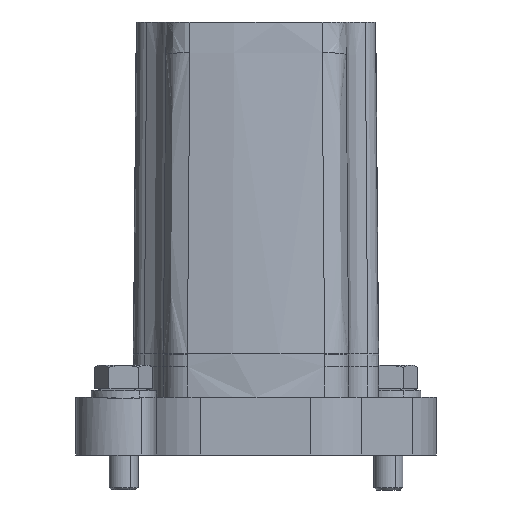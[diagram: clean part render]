
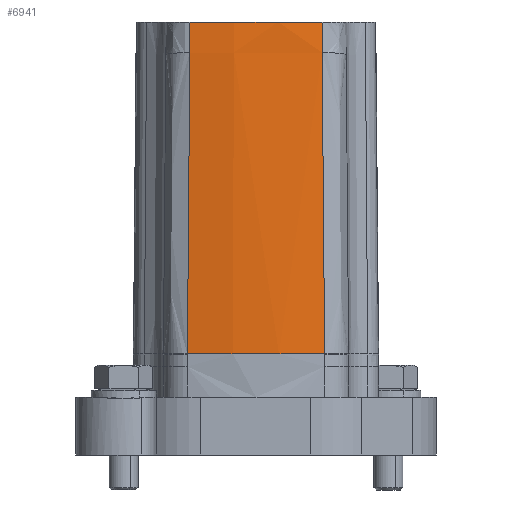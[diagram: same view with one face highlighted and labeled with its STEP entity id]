
A CAD part, left-side view. The second image highlights one B-rep face of the part: STEP entity #6941.
In plain terms, the highlighted face is a revolution surface.
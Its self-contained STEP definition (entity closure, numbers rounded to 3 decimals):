
#133=AXIS2_PLACEMENT_3D('Circle Axis2P3D',#131,#132,$) ;
#5934=AXIS2_PLACEMENT_3D('Circle Axis2P3D',#5932,#5933,$) ;
#128=CARTESIAN_POINT('Vertex',(2.799,34.145,64.85)) ;
#131=CARTESIAN_POINT('Axis2P3D Location',(54.75,25.,64.85)) ;
#135=CARTESIAN_POINT('Vertex',(2.799,15.855,64.85)) ;
#3936=CARTESIAN_POINT('Vertex',(0.832,34.507,18.85)) ;
#3940=CARTESIAN_POINT('Control Point',(0.832,34.507,18.85)) ;
#3941=CARTESIAN_POINT('Control Point',(0.818,34.429,27.209)) ;
#3942=CARTESIAN_POINT('Control Point',(0.973,34.356,35.569)) ;
#3943=CARTESIAN_POINT('Control Point',(1.295,34.288,43.924)) ;
#3944=CARTESIAN_POINT('Control Point',(1.786,34.225,52.271)) ;
#3945=CARTESIAN_POINT('Control Point',(2.445,34.167,60.604)) ;
#3946=CARTESIAN_POINT('Vertex',(2.445,34.167,60.604)) ;
#4317=CARTESIAN_POINT('Vertex',(0.832,15.493,18.85)) ;
#5053=CARTESIAN_POINT('Vertex',(2.445,15.833,60.604)) ;
#5057=CARTESIAN_POINT('Control Point',(2.445,15.833,60.604)) ;
#5058=CARTESIAN_POINT('Control Point',(1.786,15.775,52.271)) ;
#5059=CARTESIAN_POINT('Control Point',(1.295,15.712,43.924)) ;
#5060=CARTESIAN_POINT('Control Point',(0.973,15.644,35.569)) ;
#5061=CARTESIAN_POINT('Control Point',(0.818,15.571,27.209)) ;
#5062=CARTESIAN_POINT('Control Point',(0.832,15.493,18.85)) ;
#5932=CARTESIAN_POINT('Axis2P3D Location',(54.75,25.,18.85)) ;
#6904=CARTESIAN_POINT('Control Point',(2.799,15.855,64.85)) ;
#6905=CARTESIAN_POINT('Control Point',(2.724,15.852,64.001)) ;
#6906=CARTESIAN_POINT('Control Point',(2.652,15.848,63.152)) ;
#6907=CARTESIAN_POINT('Control Point',(2.581,15.844,62.303)) ;
#6908=CARTESIAN_POINT('Control Point',(2.512,15.838,61.453)) ;
#6909=CARTESIAN_POINT('Control Point',(2.445,15.833,60.604)) ;
#6919=CARTESIAN_POINT('Control Point',(7.335,-2.375,18.85)) ;
#6920=CARTESIAN_POINT('Control Point',(7.335,-2.375,34.202)) ;
#6921=CARTESIAN_POINT('Control Point',(7.913,-2.041,49.555)) ;
#6922=CARTESIAN_POINT('Control Point',(9.067,-1.375,64.85)) ;
#6923=CARTESIAN_POINT('Axis1P Location',(54.75,25.,18.85)) ;
#6928=CARTESIAN_POINT('Control Point',(2.445,34.167,60.604)) ;
#6929=CARTESIAN_POINT('Control Point',(2.556,34.158,62.02)) ;
#6930=CARTESIAN_POINT('Control Point',(2.674,34.15,63.435)) ;
#6931=CARTESIAN_POINT('Control Point',(2.799,34.145,64.85)) ;
#132=DIRECTION('Axis2P3D Direction',(-0.,0.,1.)) ;
#5933=DIRECTION('Axis2P3D Direction',(-0.,0.,-1.)) ;
#6924=DIRECTION('Axis1P Direction',(-0.,0.,-1.)) ;
#6925=AXIS1_PLACEMENT('Revolution Surface Axis1P',#6923,#6924) ;
#6934=ORIENTED_EDGE('',*,*,#5936,.F.) ;
#6935=ORIENTED_EDGE('',*,*,#5063,.F.) ;
#6936=ORIENTED_EDGE('',*,*,#6910,.F.) ;
#6937=ORIENTED_EDGE('',*,*,#137,.T.) ;
#6938=ORIENTED_EDGE('',*,*,#6932,.F.) ;
#6939=ORIENTED_EDGE('',*,*,#3948,.F.) ;
#6941=ADVANCED_FACE('Hauptk\X2\00F6\X0\rper',(#6940),#6926,.F.) ;
#3939=B_SPLINE_CURVE_WITH_KNOTS('',5,(#3940,#3941,#3942,#3943,#3944,#3945),.UNSPECIFIED.,.F.,.U.,(6,6),(13.111,72.001),.UNSPECIFIED.) ;
#5056=B_SPLINE_CURVE_WITH_KNOTS('',5,(#5057,#5058,#5059,#5060,#5061,#5062),.UNSPECIFIED.,.F.,.U.,(6,6),(18.981,77.871),.UNSPECIFIED.) ;
#6903=B_SPLINE_CURVE_WITH_KNOTS('',5,(#6904,#6905,#6906,#6907,#6908,#6909),.UNSPECIFIED.,.F.,.U.,(6,6),(13.55,19.548),.UNSPECIFIED.) ;
#6918=B_SPLINE_CURVE_WITH_KNOTS('',3,(#6919,#6920,#6921,#6922),.UNSPECIFIED.,.F.,.U.,(4,4),(0.,46.058),.UNSPECIFIED.) ;
#6927=B_SPLINE_CURVE_WITH_KNOTS('',3,(#6928,#6929,#6930,#6931),.UNSPECIFIED.,.F.,.U.,(4,4),(71.984,77.98),.UNSPECIFIED.) ;
#134=CIRCLE('generated circle',#133,52.75) ;
#5935=CIRCLE('generated circle',#5934,54.75) ;
#137=EDGE_CURVE('',#136,#129,#134,.F.) ;
#3948=EDGE_CURVE('',#3937,#3947,#3939,.T.) ;
#5063=EDGE_CURVE('',#5054,#4318,#5056,.T.) ;
#5936=EDGE_CURVE('',#4318,#3937,#5935,.T.) ;
#6910=EDGE_CURVE('',#136,#5054,#6903,.T.) ;
#6932=EDGE_CURVE('',#3947,#129,#6927,.T.) ;
#6933=EDGE_LOOP('',(#6934,#6935,#6936,#6937,#6938,#6939)) ;
#6940=FACE_OUTER_BOUND('',#6933,.T.) ;
#6926=SURFACE_OF_REVOLUTION('Surface of Revolution',#6918,#6925) ;
#129=VERTEX_POINT('',#128) ;
#136=VERTEX_POINT('',#135) ;
#3937=VERTEX_POINT('',#3936) ;
#3947=VERTEX_POINT('',#3946) ;
#4318=VERTEX_POINT('',#4317) ;
#5054=VERTEX_POINT('',#5053) ;
